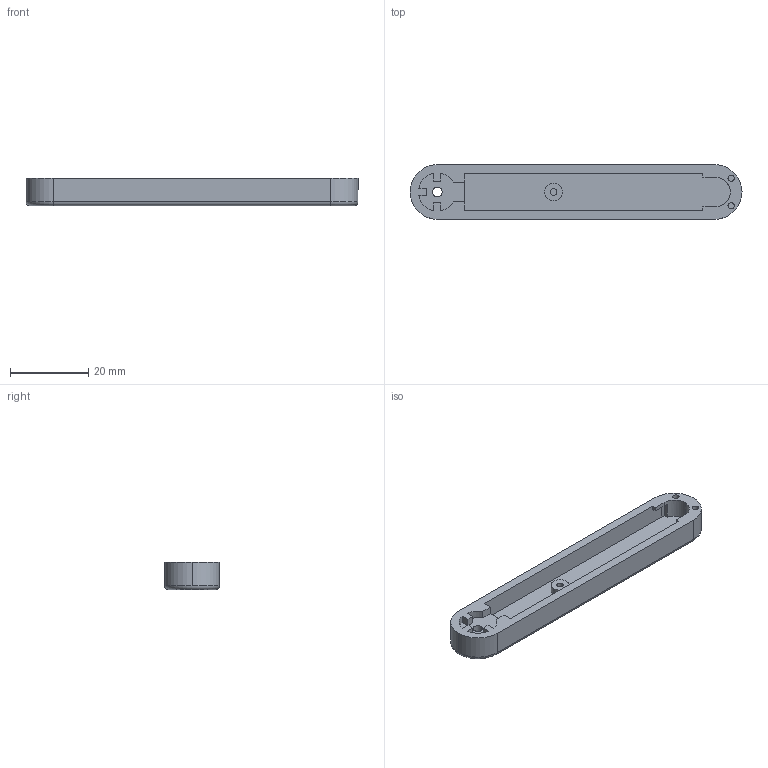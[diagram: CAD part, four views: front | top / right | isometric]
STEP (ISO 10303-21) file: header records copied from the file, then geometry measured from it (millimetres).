
FILE_DESCRIPTION (( 'STEP AP203' ), '1' );
FILE_NAME ('arm_print.STEP', '2025-10-19T15:39:17', ( '' ), ( '' ), 'SwSTEP 2.0', 'SolidWorks 2014', '' );
FILE_SCHEMA (( 'CONFIG_CONTROL_DESIGN' ));
Length unit declared in the file: millimetre
Products named in the file (1): arm_print
Bounding box: 85 x 14 x 7 mm (x, y, z)
Volume: 4593.8 mm3; surface area: 4489.9 mm2
Topology: 1 solids, 1 shells, 61 faces, 155 edges, 102 vertices
Faces by surface type: plane 33, cylinder 25, torus 3
Entity records: 1935 total; most frequent: DIRECTION 336, CARTESIAN_POINT 319, ORIENTED_EDGE 310, EDGE_CURVE 155, AXIS2_PLACEMENT_3D 119, VERTEX_POINT 102, LINE 98, VECTOR 98
